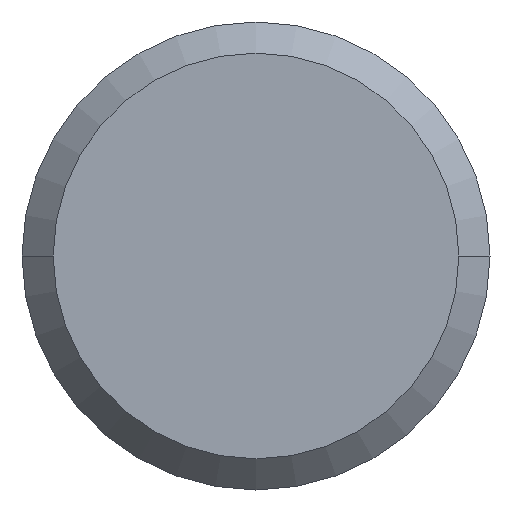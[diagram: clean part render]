
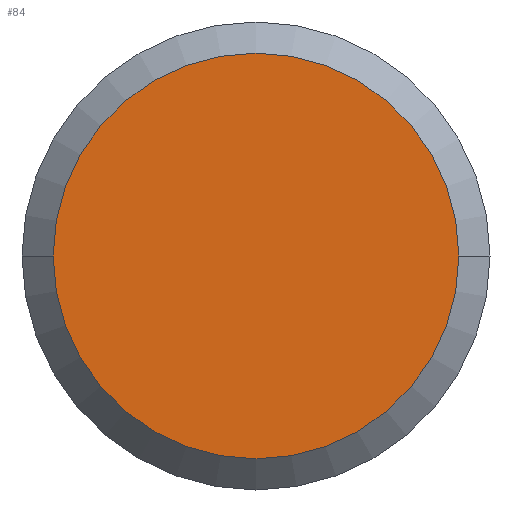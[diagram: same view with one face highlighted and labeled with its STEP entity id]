
A CAD part, front view. The second image highlights one B-rep face of the part: STEP entity #84.
In plain terms, the highlighted planar face has unit normal (0, -1, 0).
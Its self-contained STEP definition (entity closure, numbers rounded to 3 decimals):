
#84=ADVANCED_FACE('',(#116),#117,.F.);
#116=FACE_OUTER_BOUND('',#163,.T.);
#117=PLANE('',#164);
#163=EDGE_LOOP('',(#254,#255));
#164=AXIS2_PLACEMENT_3D('',#256,#257,#258);
#254=ORIENTED_EDGE('',*,*,#370,.T.);
#255=ORIENTED_EDGE('',*,*,#372,.T.);
#256=CARTESIAN_POINT('',(0.0,0.0,0.0));
#257=DIRECTION('',(-0.0,1.0,0.0));
#258=DIRECTION('',(1.0,0.0,0.0));
#370=EDGE_CURVE('',#436,#434,#437,.T.);
#372=EDGE_CURVE('',#434,#436,#439,.T.);
#434=VERTEX_POINT('',#513);
#436=VERTEX_POINT('',#516);
#437=CIRCLE('',#517,0.65);
#439=CIRCLE('',#520,0.65);
#513=CARTESIAN_POINT('',(0.65,0.0,0.));
#516=CARTESIAN_POINT('',(-0.65,0.0,0.0));
#517=AXIS2_PLACEMENT_3D('',#590,#591,#592);
#520=AXIS2_PLACEMENT_3D('',#594,#595,#596);
#590=CARTESIAN_POINT('',(0.0,0.0,0.0));
#591=DIRECTION('',(0.0,-1.0,0.0));
#592=DIRECTION('',(1.0,0.0,0.0));
#594=CARTESIAN_POINT('',(0.0,0.0,0.0));
#595=DIRECTION('',(0.0,-1.0,0.0));
#596=DIRECTION('',(1.0,0.0,0.0));
